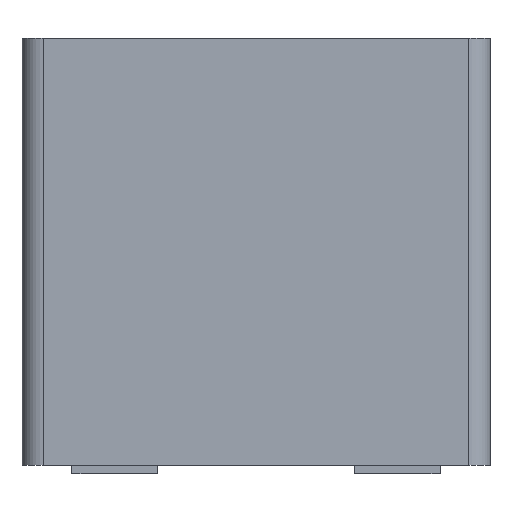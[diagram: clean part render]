
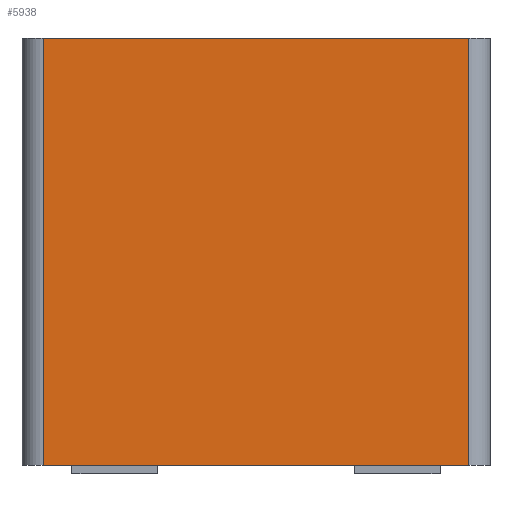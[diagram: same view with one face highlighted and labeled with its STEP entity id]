
A CAD part, front view. The second image highlights one B-rep face of the part: STEP entity #5938.
In plain terms, the highlighted planar face has unit normal (0, -1, 0).
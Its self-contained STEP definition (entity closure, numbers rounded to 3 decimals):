
#40 = PLANE('',#41);
#41 = AXIS2_PLACEMENT_3D('',#42,#43,#44);
#42 = CARTESIAN_POINT('',(2.74,-2.84,5.1));
#43 = DIRECTION('',(0.,0.,1.));
#44 = DIRECTION('',(0.,-1.,0.));
#2473 = VERTEX_POINT('',#2474);
#2474 = CARTESIAN_POINT('',(-2.49,-2.84,5.1));
#2493 = CYLINDRICAL_SURFACE('',#2494,0.25);
#2494 = AXIS2_PLACEMENT_3D('',#2495,#2496,#2497);
#2495 = CARTESIAN_POINT('',(-2.49,-2.59,5.1));
#2496 = DIRECTION('',(0.,0.,-1.));
#2497 = DIRECTION('',(0.,1.,0.));
#2527 = EDGE_CURVE('',#2473,#2528,#2530,.T.);
#2528 = VERTEX_POINT('',#2529);
#2529 = CARTESIAN_POINT('',(2.49,-2.84,5.1));
#2530 = SURFACE_CURVE('',#2531,(#2535,#2542),.PCURVE_S1.);
#2531 = LINE('',#2532,#2533);
#2532 = CARTESIAN_POINT('',(2.74,-2.84,5.1));
#2533 = VECTOR('',#2534,1.);
#2534 = DIRECTION('',(1.,0.,0.));
#2535 = PCURVE('',#40,#2536);
#2536 = DEFINITIONAL_REPRESENTATION('',(#2537),#2541);
#2537 = LINE('',#2538,#2539);
#2538 = CARTESIAN_POINT('',(0.,0.));
#2539 = VECTOR('',#2540,1.);
#2540 = DIRECTION('',(0.,1.));
#2541 = ( GEOMETRIC_REPRESENTATION_CONTEXT(2) 
PARAMETRIC_REPRESENTATION_CONTEXT() REPRESENTATION_CONTEXT('2D SPACE',''
  ) );
#2542 = PCURVE('',#2543,#2548);
#2543 = PLANE('',#2544);
#2544 = AXIS2_PLACEMENT_3D('',#2545,#2546,#2547);
#2545 = CARTESIAN_POINT('',(-2.74,-2.84,5.1));
#2546 = DIRECTION('',(0.,1.,0.));
#2547 = DIRECTION('',(-1.,0.,0.));
#2548 = DEFINITIONAL_REPRESENTATION('',(#2549),#2553);
#2549 = LINE('',#2550,#2551);
#2550 = CARTESIAN_POINT('',(-5.48,0.));
#2551 = VECTOR('',#2552,1.);
#2552 = DIRECTION('',(-1.,0.));
#2553 = ( GEOMETRIC_REPRESENTATION_CONTEXT(2) 
PARAMETRIC_REPRESENTATION_CONTEXT() REPRESENTATION_CONTEXT('2D SPACE',''
  ) );
#2574 = CYLINDRICAL_SURFACE('',#2575,0.25);
#2575 = AXIS2_PLACEMENT_3D('',#2576,#2577,#2578);
#2576 = CARTESIAN_POINT('',(2.49,-2.59,5.1));
#2577 = DIRECTION('',(0.,0.,-1.));
#2578 = DIRECTION('',(0.,1.,0.));
#5927 = PLANE('',#5928);
#5928 = AXIS2_PLACEMENT_3D('',#5929,#5930,#5931);
#5929 = CARTESIAN_POINT('',(2.74,-2.84,0.1));
#5930 = DIRECTION('',(0.,0.,1.));
#5931 = DIRECTION('',(0.,-1.,0.));
#5938 = ADVANCED_FACE('',(#5939),#2543,.F.);
#5939 = FACE_BOUND('',#5940,.T.);
#5940 = EDGE_LOOP('',(#5941,#5986,#5987,#6032));
#5941 = ORIENTED_EDGE('',*,*,#5942,.F.);
#5942 = EDGE_CURVE('',#2528,#5943,#5945,.T.);
#5943 = VERTEX_POINT('',#5944);
#5944 = CARTESIAN_POINT('',(2.49,-2.84,0.1));
#5945 = SURFACE_CURVE('',#5946,(#5950,#5957),.PCURVE_S1.);
#5946 = LINE('',#5947,#5948);
#5947 = CARTESIAN_POINT('',(2.49,-2.84,5.1));
#5948 = VECTOR('',#5949,1.);
#5949 = DIRECTION('',(0.,0.,-1.));
#5950 = PCURVE('',#2543,#5951);
#5951 = DEFINITIONAL_REPRESENTATION('',(#5952),#5956);
#5952 = LINE('',#5953,#5954);
#5953 = CARTESIAN_POINT('',(-5.23,0.));
#5954 = VECTOR('',#5955,1.);
#5955 = DIRECTION('',(0.,-1.));
#5956 = ( GEOMETRIC_REPRESENTATION_CONTEXT(2) 
PARAMETRIC_REPRESENTATION_CONTEXT() REPRESENTATION_CONTEXT('2D SPACE',''
  ) );
#5957 = PCURVE('',#2574,#5958);
#5958 = DEFINITIONAL_REPRESENTATION('',(#5959),#5985);
#5959 = B_SPLINE_CURVE_WITH_KNOTS('',3,(#5960,#5961,#5962,#5963,#5964,
    #5965,#5966,#5967,#5968,#5969,#5970,#5971,#5972,#5973,#5974,#5975,
    #5976,#5977,#5978,#5979,#5980,#5981,#5982,#5983,#5984),
  .UNSPECIFIED.,.F.,.F.,(4,1,1,1,1,1,1,1,1,1,1,1,1,1,1,1,1,1,1,1,1,1,4),
  (0.,0.227,0.455,0.682,0.909,
    1.136,1.364,1.591,1.818,
    2.045,2.273,2.5,2.727,2.955,
    3.182,3.409,3.636,3.864,
    4.091,4.318,4.545,4.773,5.),
  .QUASI_UNIFORM_KNOTS.);
#5960 = CARTESIAN_POINT('',(3.142,0.));
#5961 = CARTESIAN_POINT('',(3.142,0.076));
#5962 = CARTESIAN_POINT('',(3.142,0.227));
#5963 = CARTESIAN_POINT('',(3.142,0.455));
#5964 = CARTESIAN_POINT('',(3.142,0.682));
#5965 = CARTESIAN_POINT('',(3.142,0.909));
#5966 = CARTESIAN_POINT('',(3.142,1.136));
#5967 = CARTESIAN_POINT('',(3.142,1.364));
#5968 = CARTESIAN_POINT('',(3.142,1.591));
#5969 = CARTESIAN_POINT('',(3.142,1.818));
#5970 = CARTESIAN_POINT('',(3.142,2.045));
#5971 = CARTESIAN_POINT('',(3.142,2.273));
#5972 = CARTESIAN_POINT('',(3.142,2.5));
#5973 = CARTESIAN_POINT('',(3.142,2.727));
#5974 = CARTESIAN_POINT('',(3.142,2.955));
#5975 = CARTESIAN_POINT('',(3.142,3.182));
#5976 = CARTESIAN_POINT('',(3.142,3.409));
#5977 = CARTESIAN_POINT('',(3.142,3.636));
#5978 = CARTESIAN_POINT('',(3.142,3.864));
#5979 = CARTESIAN_POINT('',(3.142,4.091));
#5980 = CARTESIAN_POINT('',(3.142,4.318));
#5981 = CARTESIAN_POINT('',(3.142,4.545));
#5982 = CARTESIAN_POINT('',(3.142,4.773));
#5983 = CARTESIAN_POINT('',(3.142,4.924));
#5984 = CARTESIAN_POINT('',(3.142,5.));
#5985 = ( GEOMETRIC_REPRESENTATION_CONTEXT(2) 
PARAMETRIC_REPRESENTATION_CONTEXT() REPRESENTATION_CONTEXT('2D SPACE',''
  ) );
#5986 = ORIENTED_EDGE('',*,*,#2527,.F.);
#5987 = ORIENTED_EDGE('',*,*,#5988,.F.);
#5988 = EDGE_CURVE('',#5989,#2473,#5991,.T.);
#5989 = VERTEX_POINT('',#5990);
#5990 = CARTESIAN_POINT('',(-2.49,-2.84,0.1));
#5991 = SURFACE_CURVE('',#5992,(#5996,#6003),.PCURVE_S1.);
#5992 = LINE('',#5993,#5994);
#5993 = CARTESIAN_POINT('',(-2.49,-2.84,5.1));
#5994 = VECTOR('',#5995,1.);
#5995 = DIRECTION('',(0.,0.,1.));
#5996 = PCURVE('',#2543,#5997);
#5997 = DEFINITIONAL_REPRESENTATION('',(#5998),#6002);
#5998 = LINE('',#5999,#6000);
#5999 = CARTESIAN_POINT('',(-0.25,0.));
#6000 = VECTOR('',#6001,1.);
#6001 = DIRECTION('',(0.,1.));
#6002 = ( GEOMETRIC_REPRESENTATION_CONTEXT(2) 
PARAMETRIC_REPRESENTATION_CONTEXT() REPRESENTATION_CONTEXT('2D SPACE',''
  ) );
#6003 = PCURVE('',#2493,#6004);
#6004 = DEFINITIONAL_REPRESENTATION('',(#6005),#6031);
#6005 = B_SPLINE_CURVE_WITH_KNOTS('',3,(#6006,#6007,#6008,#6009,#6010,
    #6011,#6012,#6013,#6014,#6015,#6016,#6017,#6018,#6019,#6020,#6021,
    #6022,#6023,#6024,#6025,#6026,#6027,#6028,#6029,#6030),
  .UNSPECIFIED.,.F.,.F.,(4,1,1,1,1,1,1,1,1,1,1,1,1,1,1,1,1,1,1,1,1,1,4),
  (-5.,-4.773,-4.545,-4.318,-4.091,
    -3.864,-3.636,-3.409,-3.182,
    -2.955,-2.727,-2.5,-2.273,-2.045
    ,-1.818,-1.591,-1.364,-1.136,
    -0.909,-0.682,-0.455,-0.227,
    0.),.UNSPECIFIED.);
#6006 = CARTESIAN_POINT('',(3.142,5.));
#6007 = CARTESIAN_POINT('',(3.142,4.924));
#6008 = CARTESIAN_POINT('',(3.142,4.773));
#6009 = CARTESIAN_POINT('',(3.142,4.545));
#6010 = CARTESIAN_POINT('',(3.142,4.318));
#6011 = CARTESIAN_POINT('',(3.142,4.091));
#6012 = CARTESIAN_POINT('',(3.142,3.864));
#6013 = CARTESIAN_POINT('',(3.142,3.636));
#6014 = CARTESIAN_POINT('',(3.142,3.409));
#6015 = CARTESIAN_POINT('',(3.142,3.182));
#6016 = CARTESIAN_POINT('',(3.142,2.955));
#6017 = CARTESIAN_POINT('',(3.142,2.727));
#6018 = CARTESIAN_POINT('',(3.142,2.5));
#6019 = CARTESIAN_POINT('',(3.142,2.273));
#6020 = CARTESIAN_POINT('',(3.142,2.045));
#6021 = CARTESIAN_POINT('',(3.142,1.818));
#6022 = CARTESIAN_POINT('',(3.142,1.591));
#6023 = CARTESIAN_POINT('',(3.142,1.364));
#6024 = CARTESIAN_POINT('',(3.142,1.136));
#6025 = CARTESIAN_POINT('',(3.142,0.909));
#6026 = CARTESIAN_POINT('',(3.142,0.682));
#6027 = CARTESIAN_POINT('',(3.142,0.455));
#6028 = CARTESIAN_POINT('',(3.142,0.227));
#6029 = CARTESIAN_POINT('',(3.142,0.076));
#6030 = CARTESIAN_POINT('',(3.142,0.));
#6031 = ( GEOMETRIC_REPRESENTATION_CONTEXT(2) 
PARAMETRIC_REPRESENTATION_CONTEXT() REPRESENTATION_CONTEXT('2D SPACE',''
  ) );
#6032 = ORIENTED_EDGE('',*,*,#6033,.F.);
#6033 = EDGE_CURVE('',#5943,#5989,#6034,.T.);
#6034 = SURFACE_CURVE('',#6035,(#6039,#6046),.PCURVE_S1.);
#6035 = LINE('',#6036,#6037);
#6036 = CARTESIAN_POINT('',(-2.74,-2.84,0.1));
#6037 = VECTOR('',#6038,1.);
#6038 = DIRECTION('',(-1.,0.,0.));
#6039 = PCURVE('',#2543,#6040);
#6040 = DEFINITIONAL_REPRESENTATION('',(#6041),#6045);
#6041 = LINE('',#6042,#6043);
#6042 = CARTESIAN_POINT('',(0.,-5.));
#6043 = VECTOR('',#6044,1.);
#6044 = DIRECTION('',(1.,0.));
#6045 = ( GEOMETRIC_REPRESENTATION_CONTEXT(2) 
PARAMETRIC_REPRESENTATION_CONTEXT() REPRESENTATION_CONTEXT('2D SPACE',''
  ) );
#6046 = PCURVE('',#5927,#6047);
#6047 = DEFINITIONAL_REPRESENTATION('',(#6048),#6052);
#6048 = LINE('',#6049,#6050);
#6049 = CARTESIAN_POINT('',(0.,-5.48));
#6050 = VECTOR('',#6051,1.);
#6051 = DIRECTION('',(0.,-1.));
#6052 = ( GEOMETRIC_REPRESENTATION_CONTEXT(2) 
PARAMETRIC_REPRESENTATION_CONTEXT() REPRESENTATION_CONTEXT('2D SPACE',''
  ) );
